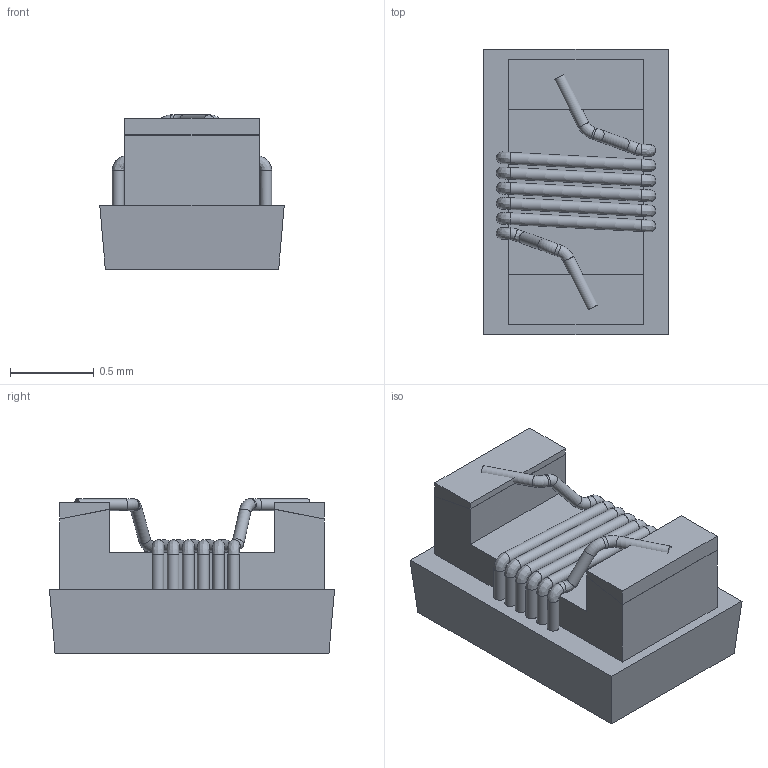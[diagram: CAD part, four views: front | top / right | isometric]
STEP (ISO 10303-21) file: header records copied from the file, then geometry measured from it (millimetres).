
FILE_DESCRIPTION( ( 'Unknown' ), '1' );
FILE_NAME( '744917xxx.stp', 'Unknown', ( 'Unknown' ), ( 'Unknown' ), 'PSStep 17.0.49', 'Unknown', ' ' );
FILE_SCHEMA( ( 'AUTOMOTIVE_DESIGN { 1 0 10303 214 1 1 1 1 }' ) );
Length unit declared in the file: millimetre
Products named in the file (4): Assem1; body; contact
Assembly tree (3 placements, depth 2):
  Assem1
    body
    contact
    contact
Bounding box: 1.1 x 1.7 x 0.92 mm (x, y, z)
Volume: 1.1 mm3; surface area: 10.9 mm2
Topology: 3 solids, 3 shells, 72 faces, 169 edges, 103 vertices
Faces by surface type: plane 29, cylinder 23, bspline 13, torus 7
Full cylindrical faces by diameter (mm): 0.07 x23
Entity records: 2990 total; most frequent: CARTESIAN_POINT 918, DIRECTION 294, ORIENTED_EDGE 234, EDGE_LOOP 130, EDGE_CURVE 117, AXIS2_PLACEMENT_3D 116, FACE_OUTER_BOUND 115, VERTEX_POINT 95
